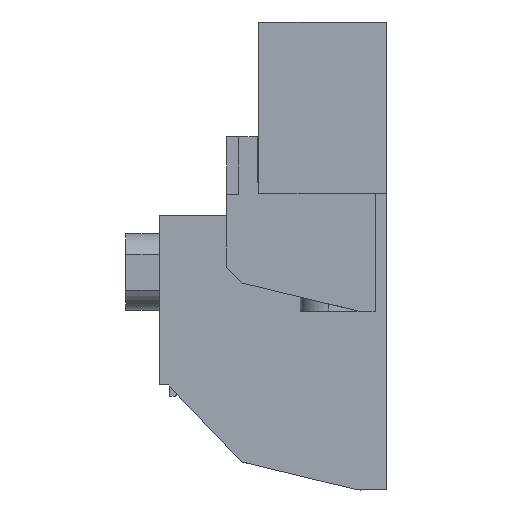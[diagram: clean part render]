
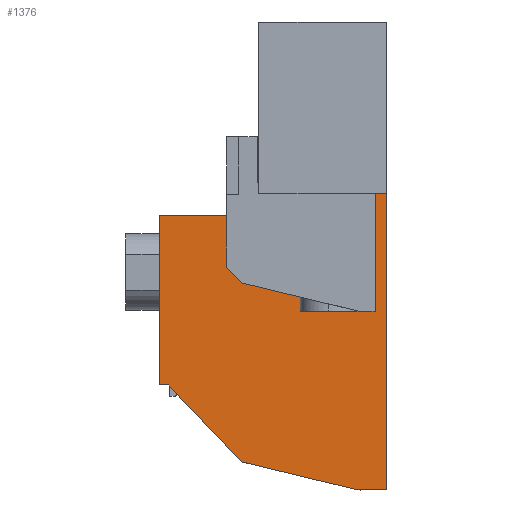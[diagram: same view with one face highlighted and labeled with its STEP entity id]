
A CAD part, left-side view. The second image highlights one B-rep face of the part: STEP entity #1376.
In plain terms, the highlighted planar face has unit normal (-1, 0, 0).
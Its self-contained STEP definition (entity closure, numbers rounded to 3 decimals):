
#1323=AXIS2_PLACEMENT_3D('Plane Axis2P3D',#1320,#1321,#1322) ;
#180=CARTESIAN_POINT('Vertex',(7.62,0.,0.)) ;
#183=CARTESIAN_POINT('Line Origine',(7.62,1.25,0.)) ;
#187=CARTESIAN_POINT('Vertex',(7.62,2.5,0.)) ;
#444=CARTESIAN_POINT('Line Origine',(7.62,7.675,1.25)) ;
#448=CARTESIAN_POINT('Vertex',(7.62,12.85,2.5)) ;
#685=CARTESIAN_POINT('Vertex',(7.62,0.,27.93)) ;
#688=CARTESIAN_POINT('Line Origine',(7.62,0.,13.965)) ;
#1320=CARTESIAN_POINT('Axis2P3D Location',(7.62,0.,41.45)) ;
#1325=CARTESIAN_POINT('Line Origine',(7.62,5.65,27.93)) ;
#1329=CARTESIAN_POINT('Vertex',(7.62,11.3,27.93)) ;
#1332=CARTESIAN_POINT('Line Origine',(7.62,11.3,26.115)) ;
#1336=CARTESIAN_POINT('Vertex',(7.62,11.3,24.3)) ;
#1339=CARTESIAN_POINT('Line Origine',(7.62,15.7,24.3)) ;
#1343=CARTESIAN_POINT('Vertex',(7.62,20.1,24.3)) ;
#1346=CARTESIAN_POINT('Line Origine',(7.62,20.1,16.8)) ;
#1350=CARTESIAN_POINT('Vertex',(7.62,20.1,9.3)) ;
#1353=CARTESIAN_POINT('Line Origine',(7.62,19.7,9.3)) ;
#1357=CARTESIAN_POINT('Vertex',(7.62,19.3,9.3)) ;
#1360=CARTESIAN_POINT('Line Origine',(7.62,16.075,5.9)) ;
#184=DIRECTION('Vector Direction',(0.,-1.,0.)) ;
#445=DIRECTION('Vector Direction',(0.,-0.972,-0.235)) ;
#689=DIRECTION('Vector Direction',(0.,0.,-1.)) ;
#1321=DIRECTION('Axis2P3D Direction',(1.,0.,0.)) ;
#1322=DIRECTION('Axis2P3D XDirection',(0.,0.,-1.)) ;
#1326=DIRECTION('Vector Direction',(0.,-1.,0.)) ;
#1333=DIRECTION('Vector Direction',(0.,0.,-1.)) ;
#1340=DIRECTION('Vector Direction',(0.,-1.,0.)) ;
#1347=DIRECTION('Vector Direction',(0.,0.,-1.)) ;
#1354=DIRECTION('Vector Direction',(0.,-1.,0.)) ;
#1361=DIRECTION('Vector Direction',(0.,-0.688,-0.726)) ;
#185=VECTOR('Line Direction',#184,1.) ;
#446=VECTOR('Line Direction',#445,1.) ;
#690=VECTOR('Line Direction',#689,1.) ;
#1327=VECTOR('Line Direction',#1326,1.) ;
#1334=VECTOR('Line Direction',#1333,1.) ;
#1341=VECTOR('Line Direction',#1340,1.) ;
#1348=VECTOR('Line Direction',#1347,1.) ;
#1355=VECTOR('Line Direction',#1354,1.) ;
#1362=VECTOR('Line Direction',#1361,1.) ;
#1366=ORIENTED_EDGE('',*,*,#1331,.F.) ;
#1367=ORIENTED_EDGE('',*,*,#1338,.T.) ;
#1368=ORIENTED_EDGE('',*,*,#1345,.F.) ;
#1369=ORIENTED_EDGE('',*,*,#1352,.F.) ;
#1370=ORIENTED_EDGE('',*,*,#1359,.F.) ;
#1371=ORIENTED_EDGE('',*,*,#1364,.F.) ;
#1372=ORIENTED_EDGE('',*,*,#450,.F.) ;
#1373=ORIENTED_EDGE('',*,*,#189,.F.) ;
#1374=ORIENTED_EDGE('',*,*,#692,.F.) ;
#1376=ADVANCED_FACE('HOUSING',(#1375),#1324,.F.) ;
#189=EDGE_CURVE('',#181,#188,#186,.F.) ;
#450=EDGE_CURVE('',#188,#449,#447,.F.) ;
#692=EDGE_CURVE('',#686,#181,#691,.T.) ;
#1331=EDGE_CURVE('',#1330,#686,#1328,.T.) ;
#1338=EDGE_CURVE('',#1330,#1337,#1335,.T.) ;
#1345=EDGE_CURVE('',#1344,#1337,#1342,.T.) ;
#1352=EDGE_CURVE('',#1351,#1344,#1349,.F.) ;
#1359=EDGE_CURVE('',#1358,#1351,#1356,.F.) ;
#1364=EDGE_CURVE('',#449,#1358,#1363,.F.) ;
#1365=EDGE_LOOP('',(#1366,#1367,#1368,#1369,#1370,#1371,#1372,#1373,#1374)) ;
#1375=FACE_OUTER_BOUND('',#1365,.T.) ;
#186=LINE('Line',#183,#185) ;
#447=LINE('Line',#444,#446) ;
#691=LINE('Line',#688,#690) ;
#1328=LINE('Line',#1325,#1327) ;
#1335=LINE('Line',#1332,#1334) ;
#1342=LINE('Line',#1339,#1341) ;
#1349=LINE('Line',#1346,#1348) ;
#1356=LINE('Line',#1353,#1355) ;
#1363=LINE('Line',#1360,#1362) ;
#1324=PLANE('',#1323) ;
#181=VERTEX_POINT('',#180) ;
#188=VERTEX_POINT('',#187) ;
#449=VERTEX_POINT('',#448) ;
#686=VERTEX_POINT('',#685) ;
#1330=VERTEX_POINT('',#1329) ;
#1337=VERTEX_POINT('',#1336) ;
#1344=VERTEX_POINT('',#1343) ;
#1351=VERTEX_POINT('',#1350) ;
#1358=VERTEX_POINT('',#1357) ;
